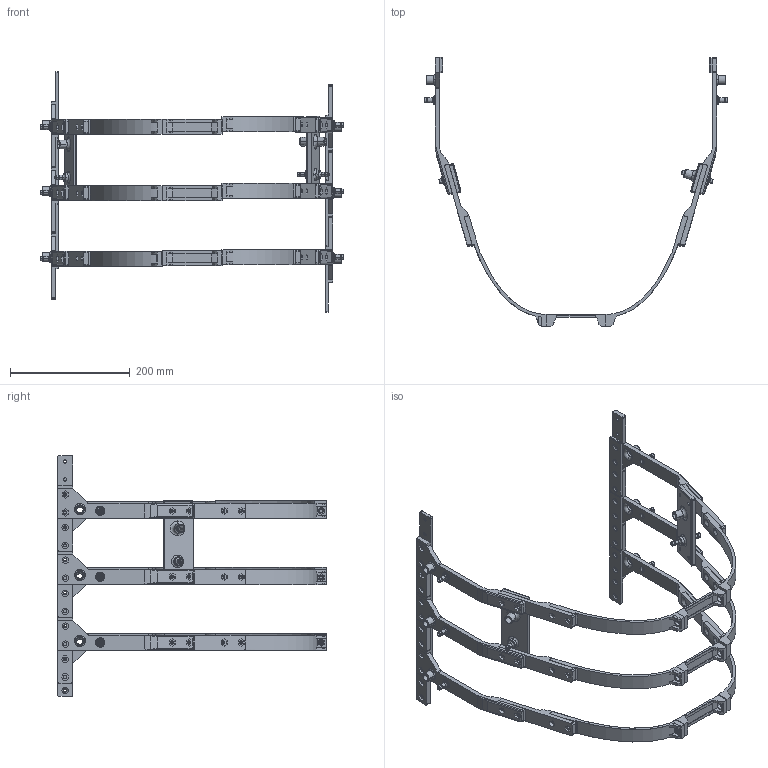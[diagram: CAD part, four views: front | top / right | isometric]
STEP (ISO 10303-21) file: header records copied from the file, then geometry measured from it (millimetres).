
FILE_DESCRIPTION(('STEP AP214'),'1');
FILE_NAME('VentilatorFrame-01.4.stp','2020-04-08T12:17:35',(' '),(' '),'Spatial InterOp 3D',' ',' ');
FILE_SCHEMA(('AUTOMOTIVE_DESIGN { 1 0 10303 214 1 1 1 1 }'));
Length unit declared in the file: metre
Products named in the file (15): LOCKNUT; Component1; Component2; Nuts-Bolts; CAP SCREW; VentilatorFrame-01.4; CrossBar-IO; OneSided; TwoSided; Base; Arch; VerticalPost; FullBuild; VerticalSpacer; HorizontalSpacer
Assembly tree (14 placements, depth 4):
  VentilatorFrame-01.4
    Nuts-Bolts
      LOCKNUT
        Component1
        Component2
      CAP SCREW
    CrossBar-IO
      OneSided
      TwoSided
    Base
    Arch
    VerticalPost
    FullBuild
    VerticalSpacer
    HorizontalSpacer
Bounding box: 506.43 x 448.66 x 402.1 mm (x, y, z)
Volume: 1022699.5 mm3; surface area: 434349.6 mm2
Topology: 33 solids, 33 shells, 2025 faces, 5257 edges, 3390 vertices
Faces by surface type: plane 894, cylinder 682, cone 192, bspline 133, torus 124
Entity records: 140471 total; most frequent: CARTESIAN_POINT 89612, ORIENTED_EDGE 10514, DIRECTION 10329, EDGE_CURVE 5257, AXIS2_PLACEMENT_3D 3652, VERTEX_POINT 3390, LINE 3025, VECTOR 3025
